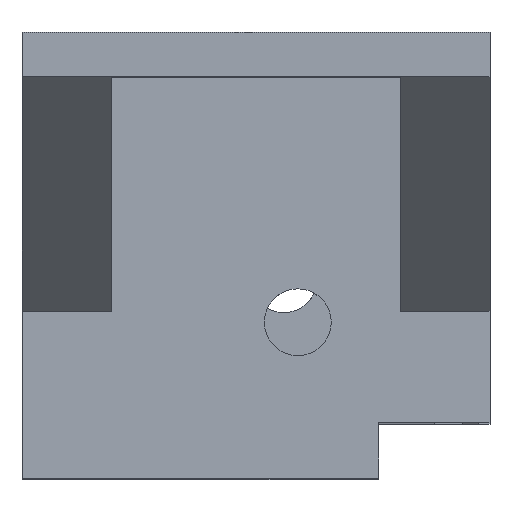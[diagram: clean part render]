
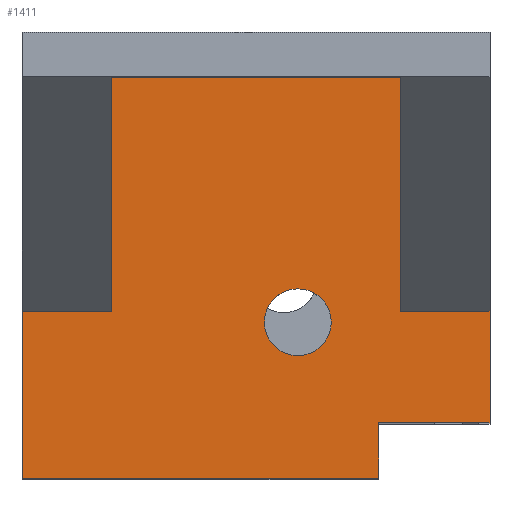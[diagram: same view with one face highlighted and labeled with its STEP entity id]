
A CAD part, top view. The second image highlights one B-rep face of the part: STEP entity #1411.
In plain terms, the highlighted planar face has unit normal (0, 0, 1).
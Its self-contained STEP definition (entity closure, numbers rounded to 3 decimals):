
#19=FACE_BOUND('',#147,.T.);
#33=CIRCLE('',#1514,3.);
#71=FACE_OUTER_BOUND('',#146,.T.);
#146=EDGE_LOOP('',(#1035,#1036,#1037,#1038,#1039,#1040,#1041,#1042,#1043,
#1044));
#147=EDGE_LOOP('',(#1045));
#217=LINE('',#1972,#403);
#219=LINE('',#1978,#405);
#221=LINE('',#1981,#407);
#225=LINE('',#1988,#411);
#226=LINE('',#1991,#412);
#260=LINE('',#2110,#446);
#261=LINE('',#2112,#447);
#262=LINE('',#2114,#448);
#263=LINE('',#2116,#449);
#264=LINE('',#2117,#450);
#403=VECTOR('',#1602,10.);
#405=VECTOR('',#1606,10.);
#407=VECTOR('',#1610,10.);
#411=VECTOR('',#1616,10.);
#412=VECTOR('',#1619,10.);
#446=VECTOR('',#1705,10.);
#447=VECTOR('',#1706,10.);
#448=VECTOR('',#1707,10.);
#449=VECTOR('',#1708,10.);
#450=VECTOR('',#1709,10.);
#584=VERTEX_POINT('',#1968);
#585=VERTEX_POINT('',#1970);
#586=VERTEX_POINT('',#1974);
#588=VERTEX_POINT('',#1977);
#590=VERTEX_POINT('',#1986);
#591=VERTEX_POINT('',#1990);
#623=VERTEX_POINT('',#2098);
#626=VERTEX_POINT('',#2109);
#627=VERTEX_POINT('',#2111);
#628=VERTEX_POINT('',#2113);
#629=VERTEX_POINT('',#2115);
#722=EDGE_CURVE('',#584,#585,#217,.T.);
#724=EDGE_CURVE('',#586,#588,#219,.T.);
#726=EDGE_CURVE('',#585,#588,#221,.T.);
#730=EDGE_CURVE('',#590,#586,#225,.T.);
#731=EDGE_CURVE('',#584,#591,#226,.T.);
#777=EDGE_CURVE('',#623,#623,#33,.T.);
#782=EDGE_CURVE('',#590,#626,#260,.T.);
#783=EDGE_CURVE('',#627,#626,#261,.T.);
#784=EDGE_CURVE('',#628,#627,#262,.T.);
#785=EDGE_CURVE('',#629,#628,#263,.T.);
#786=EDGE_CURVE('',#591,#629,#264,.T.);
#1035=ORIENTED_EDGE('',*,*,#730,.F.);
#1036=ORIENTED_EDGE('',*,*,#782,.T.);
#1037=ORIENTED_EDGE('',*,*,#783,.F.);
#1038=ORIENTED_EDGE('',*,*,#784,.F.);
#1039=ORIENTED_EDGE('',*,*,#785,.F.);
#1040=ORIENTED_EDGE('',*,*,#786,.F.);
#1041=ORIENTED_EDGE('',*,*,#731,.F.);
#1042=ORIENTED_EDGE('',*,*,#722,.T.);
#1043=ORIENTED_EDGE('',*,*,#726,.T.);
#1044=ORIENTED_EDGE('',*,*,#724,.F.);
#1045=ORIENTED_EDGE('',*,*,#777,.T.);
#1339=PLANE('',#1516);
#1411=ADVANCED_FACE('',(#71,#19),#1339,.T.);
#1514=AXIS2_PLACEMENT_3D('',#2100,#1695,#1696);
#1516=AXIS2_PLACEMENT_3D('',#2108,#1703,#1704);
#1602=DIRECTION('',(0.,1.,0.));
#1606=DIRECTION('',(0.,1.,0.));
#1610=DIRECTION('',(-1.,0.,0.));
#1616=DIRECTION('',(1.,0.,0.));
#1619=DIRECTION('',(1.,0.,0.));
#1695=DIRECTION('center_axis',(0.,0.,-1.));
#1696=DIRECTION('ref_axis',(-1.,0.,0.));
#1703=DIRECTION('center_axis',(0.,0.,1.));
#1704=DIRECTION('ref_axis',(-1.,0.,0.));
#1705=DIRECTION('',(0.,-1.,0.));
#1706=DIRECTION('',(-1.,0.,0.));
#1707=DIRECTION('',(0.,-1.,0.));
#1708=DIRECTION('',(-1.,0.,0.));
#1709=DIRECTION('',(0.,-1.,0.));
#1968=CARTESIAN_POINT('',(17.99,10.,42.01));
#1970=CARTESIAN_POINT('',(17.99,31.,42.01));
#1972=CARTESIAN_POINT('',(17.99,-5.,42.01));
#1974=CARTESIAN_POINT('',(-8.01,10.,42.01));
#1977=CARTESIAN_POINT('',(-8.01,31.,42.01));
#1978=CARTESIAN_POINT('',(-8.01,-5.,42.01));
#1981=CARTESIAN_POINT('',(-16.01,31.,42.01));
#1986=CARTESIAN_POINT('',(-16.01,10.,42.01));
#1988=CARTESIAN_POINT('',(16.01,10.,42.01));
#1990=CARTESIAN_POINT('',(25.99,10.,42.01));
#1991=CARTESIAN_POINT('',(16.01,10.,42.01));
#2098=CARTESIAN_POINT('',(11.74,9.,42.01));
#2100=CARTESIAN_POINT('Origin',(8.74,9.,42.01));
#2108=CARTESIAN_POINT('Origin',(16.01,0.,42.01));
#2109=CARTESIAN_POINT('',(-16.01,-5.,42.01));
#2110=CARTESIAN_POINT('',(-16.01,0.,42.01));
#2111=CARTESIAN_POINT('',(16.01,-5.,42.01));
#2112=CARTESIAN_POINT('',(16.01,-5.,42.01));
#2113=CARTESIAN_POINT('',(16.01,0.,42.01));
#2114=CARTESIAN_POINT('',(16.01,0.,42.01));
#2115=CARTESIAN_POINT('',(25.99,0.,42.01));
#2116=CARTESIAN_POINT('',(18.505,0.,42.01));
#2117=CARTESIAN_POINT('',(25.99,17.5,42.01));
